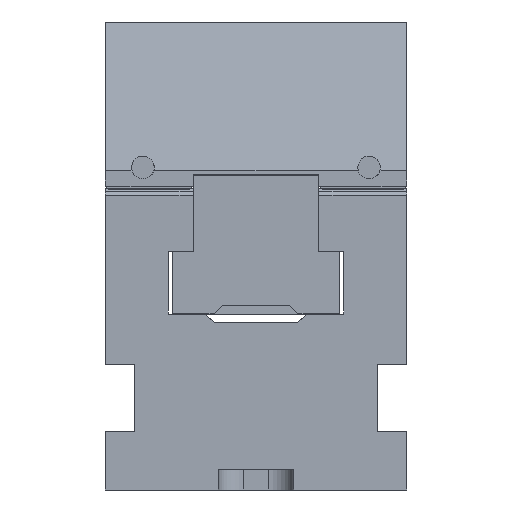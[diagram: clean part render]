
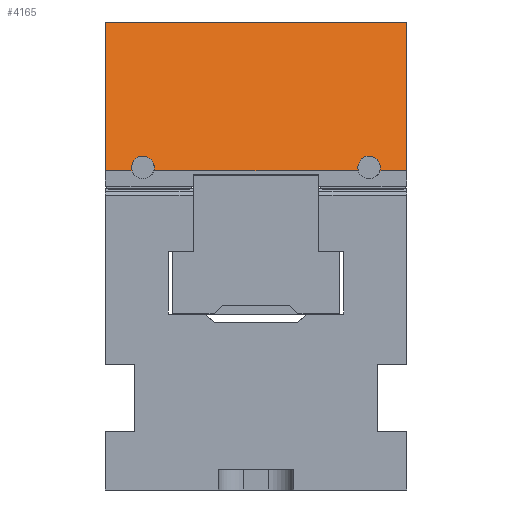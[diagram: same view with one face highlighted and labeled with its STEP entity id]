
A CAD part, front view. The second image highlights one B-rep face of the part: STEP entity #4165.
In plain terms, the highlighted face is planar.
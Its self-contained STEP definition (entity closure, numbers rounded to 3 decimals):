
#4165 = ADVANCED_FACE( '', ( #10188 ), #10189, .F. );
#10188 = FACE_OUTER_BOUND( '', #18296, .T. );
#10189 = PLANE( '', #18297 );
#18296 = EDGE_LOOP( '', ( #29551, #29552, #29553, #29554, #29555, #29556, #29557, #29558 ) );
#18297 = AXIS2_PLACEMENT_3D( '', #29559, #29560, #29561 );
#29551 = ORIENTED_EDGE( '', *, *, #51289, .T. );
#29552 = ORIENTED_EDGE( '', *, *, #50920, .T. );
#29553 = ORIENTED_EDGE( '', *, *, #51288, .T. );
#29554 = ORIENTED_EDGE( '', *, *, #52863, .T. );
#29555 = ORIENTED_EDGE( '', *, *, #52864, .F. );
#29556 = ORIENTED_EDGE( '', *, *, #52865, .F. );
#29557 = ORIENTED_EDGE( '', *, *, #51291, .T. );
#29558 = ORIENTED_EDGE( '', *, *, #52866, .T. );
#29559 = CARTESIAN_POINT( '', ( 36., 14.5, 20. ) );
#29560 = DIRECTION( '', ( 0., -0.966, -0.259 ) );
#29561 = DIRECTION( '', ( 0., 0.259, -0.966 ) );
#50920 = EDGE_CURVE( '', #61898, #61899, #61900, .T. );
#51288 = EDGE_CURVE( '', #61899, #62539, #62541, .T. );
#51289 = EDGE_CURVE( '', #62542, #61898, #62543, .T. );
#51291 = EDGE_CURVE( '', #62546, #62544, #62547, .T. );
#52863 = EDGE_CURVE( '', #62539, #65203, #65204, .T. );
#52864 = EDGE_CURVE( '', #65205, #65203, #65206, .T. );
#52865 = EDGE_CURVE( '', #62546, #65205, #65207, .T. );
#52866 = EDGE_CURVE( '', #62544, #62542, #65208, .T. );
#61898 = VERTEX_POINT( '', #77909 );
#61899 = VERTEX_POINT( '', #77910 );
#61900 = ELLIPSE( '', #77911, 2.795, 2.7 );
#62539 = VERTEX_POINT( '', #78827 );
#62541 = LINE( '', #78830, #78831 );
#62542 = VERTEX_POINT( '', #78832 );
#62543 = LINE( '', #78833, #78834 );
#62544 = VERTEX_POINT( '', #78835 );
#62546 = VERTEX_POINT( '', #78837 );
#62547 = LINE( '', #78838, #78839 );
#65203 = VERTEX_POINT( '', #82702 );
#65204 = LINE( '', #82703, #82704 );
#65205 = VERTEX_POINT( '', #82705 );
#65206 = LINE( '', #82706, #82707 );
#65207 = LINE( '', #82708, #82709 );
#65208 = ELLIPSE( '', #82710, 2.795, 2.7 );
#77909 = CARTESIAN_POINT( '', ( -24.408, 24., -15.454 ) );
#77910 = CARTESIAN_POINT( '', ( -29.592, 24., -15.454 ) );
#77911 = AXIS2_PLACEMENT_3D( '', #98463, #98464, #98465 );
#78827 = CARTESIAN_POINT( '', ( -36., 24., -15.454 ) );
#78830 = CARTESIAN_POINT( '', ( 36., 24., -15.454 ) );
#78831 = VECTOR( '', #98783, 1000. );
#78832 = CARTESIAN_POINT( '', ( 24.408, 24., -15.454 ) );
#78833 = CARTESIAN_POINT( '', ( 36., 24., -15.454 ) );
#78834 = VECTOR( '', #98784, 1000. );
#78835 = CARTESIAN_POINT( '', ( 29.592, 24., -15.454 ) );
#78837 = CARTESIAN_POINT( '', ( 36., 24., -15.454 ) );
#78838 = CARTESIAN_POINT( '', ( 36., 24., -15.454 ) );
#78839 = VECTOR( '', #98788, 1000. );
#82702 = CARTESIAN_POINT( '', ( -36., 14.5, 20. ) );
#82703 = CARTESIAN_POINT( '', ( -36., 14.5, 20. ) );
#82704 = VECTOR( '', #100137, 1000. );
#82705 = CARTESIAN_POINT( '', ( 36., 14.5, 20. ) );
#82706 = CARTESIAN_POINT( '', ( 36., 14.5, 20. ) );
#82707 = VECTOR( '', #100138, 1000. );
#82708 = CARTESIAN_POINT( '', ( 36., 14.5, 20. ) );
#82709 = VECTOR( '', #100139, 1000. );
#82710 = AXIS2_PLACEMENT_3D( '', #100140, #100141, #100142 );
#98463 = CARTESIAN_POINT( '', ( -27., 23.798, -14.7 ) );
#98464 = DIRECTION( '', ( 0., -0.966, -0.259 ) );
#98465 = DIRECTION( '', ( 0., 0.259, -0.966 ) );
#98783 = DIRECTION( '', ( -1., 0., 0. ) );
#98784 = DIRECTION( '', ( -1., 0., 0. ) );
#98788 = DIRECTION( '', ( -1., 0., 0. ) );
#100137 = DIRECTION( '', ( 0., -0.259, 0.966 ) );
#100138 = DIRECTION( '', ( -1., 0., 0. ) );
#100139 = DIRECTION( '', ( 0., -0.259, 0.966 ) );
#100140 = CARTESIAN_POINT( '', ( 27., 23.798, -14.7 ) );
#100141 = DIRECTION( '', ( 0., -0.966, -0.259 ) );
#100142 = DIRECTION( '', ( 0., 0.259, -0.966 ) );
